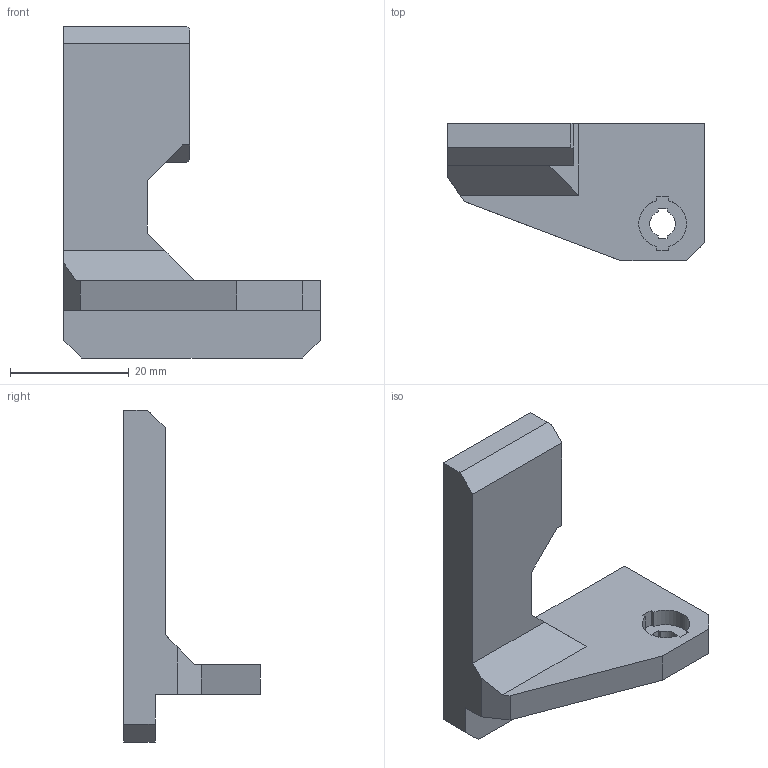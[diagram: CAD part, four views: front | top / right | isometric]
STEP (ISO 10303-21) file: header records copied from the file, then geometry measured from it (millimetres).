
FILE_DESCRIPTION(/* description */ (''),/* implementation_level */ '2;1');
FILE_NAME(/* name */ 'SILVER_PSU_retainer-R1.stp',/* time_stamp */ '2023-07-03T10:54:33+02:00',/* author */ ('borek.rajtora'),/* organization */ (''),/* preprocessor_version */ 'ST-DEVELOPER v19',/* originating_system */ 'Autodesk Inventor 2023',/* authorisation */ '');
FILE_SCHEMA (('AUTOMOTIVE_DESIGN { 1 0 10303 214 3 1 1 }'));
Length unit declared in the file: millimetre
Products named in the file (1): SILVER_PSU_retainer
Bounding box: 43.1 x 23 x 55.8 mm (x, y, z)
Volume: 10579.9 mm3; surface area: 6277.8 mm2
Topology: 1 solids, 1 shells, 90 faces, 243 edges, 162 vertices
Faces by surface type: plane 77, bspline 9, cylinder 4
Entity records: 2876 total; most frequent: CARTESIAN_POINT 613, ORIENTED_EDGE 486, DIRECTION 397, EDGE_CURVE 243, LINE 217, VECTOR 217, VERTEX_POINT 162, EDGE_LOOP 99
